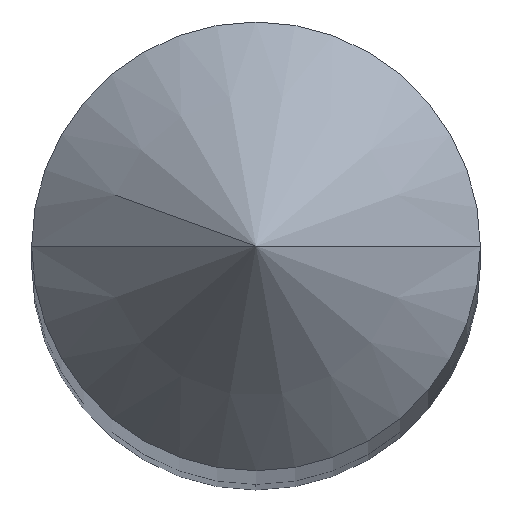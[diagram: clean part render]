
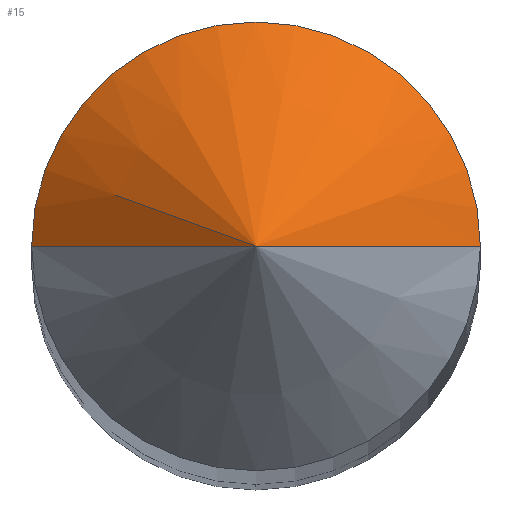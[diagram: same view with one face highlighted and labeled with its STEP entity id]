
A CAD part, top view. The second image highlights one B-rep face of the part: STEP entity #15.
In plain terms, the highlighted conical face has half-angle 45 degrees and reference radius 0.756 mm.
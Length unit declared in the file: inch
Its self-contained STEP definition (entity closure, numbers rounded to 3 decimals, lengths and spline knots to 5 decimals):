
#2 = CARTESIAN_POINT ( 'NONE',  ( -0.02975, 0., -0.03125 ) ) ;
#15 = ADVANCED_FACE ( 'NONE', ( #248 ), #21, .T. ) ;
#16 = ORIENTED_EDGE ( 'NONE', *, *, #229, .F. ) ;
#18 = LINE ( 'NONE', #28, #232 ) ;
#21 = CONICAL_SURFACE ( 'NONE', #99, 0.02975, 0.785 ) ;
#28 = CARTESIAN_POINT ( 'NONE',  ( 0.02975, 0., -0.03125 ) ) ;
#36 = DIRECTION ( 'NONE',  ( -1., 0., 0. ) ) ;
#38 = EDGE_CURVE ( 'NONE', #59, #51, #74, .T. ) ;
#51 = VERTEX_POINT ( 'NONE', #2 ) ;
#59 = VERTEX_POINT ( 'NONE', #94 ) ;
#63 = AXIS2_PLACEMENT_3D ( 'NONE', #275, #306, #139 ) ;
#67 = CARTESIAN_POINT ( 'NONE',  ( 0., 0., -0.03125 ) ) ;
#74 = CIRCLE ( 'NONE', #63, 0.02975 ) ;
#94 = CARTESIAN_POINT ( 'NONE',  ( 0.02975, 0., -0.03125 ) ) ;
#99 = AXIS2_PLACEMENT_3D ( 'NONE', #67, #167, #36 ) ;
#129 = LINE ( 'NONE', #350, #131 ) ;
#131 = VECTOR ( 'NONE', #293, 39.37008 ) ;
#139 = DIRECTION ( 'NONE',  ( 1., 0., 0. ) ) ;
#141 = CARTESIAN_POINT ( 'NONE',  ( 0., 0., -0.0015 ) ) ;
#150 = EDGE_LOOP ( 'NONE', ( #16, #324, #178 ) ) ;
#167 = DIRECTION ( 'NONE',  ( 0., 0., -1. ) ) ;
#178 = ORIENTED_EDGE ( 'NONE', *, *, #38, .T. ) ;
#185 = DIRECTION ( 'NONE',  ( 0.707, 0., -0.707 ) ) ;
#229 = EDGE_CURVE ( 'NONE', #330, #51, #129, .T. ) ;
#232 = VECTOR ( 'NONE', #185, 39.37008 ) ;
#248 = FACE_OUTER_BOUND ( 'NONE', #150, .T. ) ;
#267 = EDGE_CURVE ( 'NONE', #330, #59, #18, .T. ) ;
#275 = CARTESIAN_POINT ( 'NONE',  ( 0., 0., -0.03125 ) ) ;
#293 = DIRECTION ( 'NONE',  ( -0.707, 0., -0.707 ) ) ;
#306 = DIRECTION ( 'NONE',  ( 0., 0., 1. ) ) ;
#324 = ORIENTED_EDGE ( 'NONE', *, *, #267, .T. ) ;
#330 = VERTEX_POINT ( 'NONE', #141 ) ;
#350 = CARTESIAN_POINT ( 'NONE',  ( -0.02975, 0., -0.03125 ) ) ;
